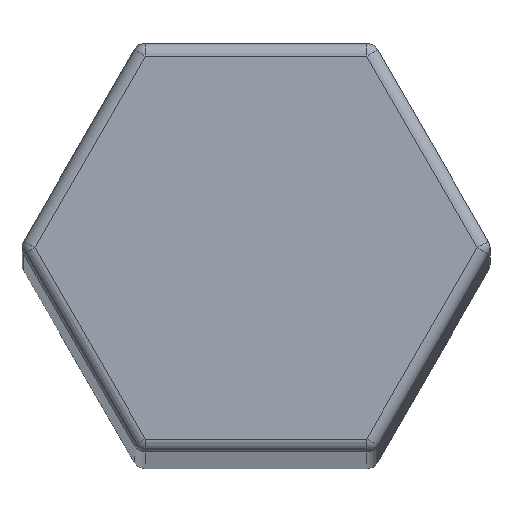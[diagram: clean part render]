
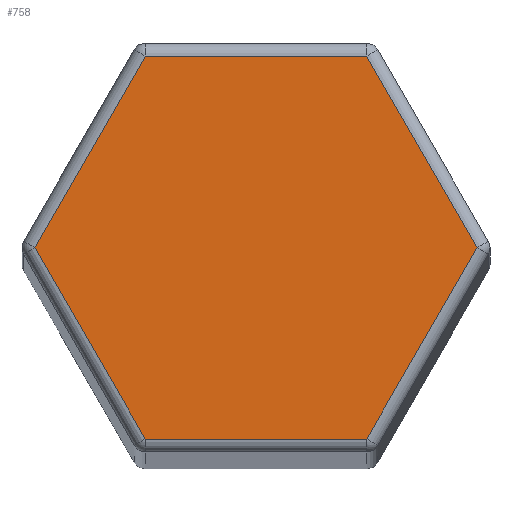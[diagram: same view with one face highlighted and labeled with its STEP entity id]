
A CAD part, top view. The second image highlights one B-rep face of the part: STEP entity #758.
In plain terms, the highlighted planar face has unit normal (0, 0, 1).
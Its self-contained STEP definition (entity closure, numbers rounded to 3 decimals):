
#7 = VERTEX_POINT ( 'NONE', #747 ) ;
#20 = CARTESIAN_POINT ( 'NONE',  ( 1.718, 2.975, 75. ) ) ;
#62 = ORIENTED_EDGE ( 'NONE', *, *, #68, .T. ) ;
#68 = EDGE_CURVE ( 'NONE', #650, #700, #606, .T. ) ;
#75 = ORIENTED_EDGE ( 'NONE', *, *, #681, .T. ) ;
#81 = CARTESIAN_POINT ( 'NONE',  ( 1.718, -2.975, 75. ) ) ;
#115 = VERTEX_POINT ( 'NONE', #540 ) ;
#166 = EDGE_CURVE ( 'NONE', #7, #804, #377, .T. ) ;
#171 = ORIENTED_EDGE ( 'NONE', *, *, #166, .T. ) ;
#213 = VECTOR ( 'NONE', #827, 1000. ) ;
#236 = CARTESIAN_POINT ( 'NONE',  ( 3.493, 0.1, 75. ) ) ;
#238 = CARTESIAN_POINT ( 'NONE',  ( 0., 0., 75. ) ) ;
#245 = LINE ( 'NONE', #909, #367 ) ;
#247 = EDGE_CURVE ( 'NONE', #704, #7, #618, .T. ) ;
#264 = CARTESIAN_POINT ( 'NONE',  ( 1.833, -2.975, 75. ) ) ;
#302 = CARTESIAN_POINT ( 'NONE',  ( -3.493, -0.1, 75. ) ) ;
#367 = VECTOR ( 'NONE', #609, 1000. ) ;
#377 = LINE ( 'NONE', #690, #213 ) ;
#385 = DIRECTION ( 'NONE',  ( 0., 0., 1. ) ) ;
#399 = VECTOR ( 'NONE', #885, 1000. ) ;
#435 = VECTOR ( 'NONE', #988, 1000. ) ;
#479 = CARTESIAN_POINT ( 'NONE',  ( -1.718, 2.975, 75. ) ) ;
#503 = LINE ( 'NONE', #264, #399 ) ;
#508 = VECTOR ( 'NONE', #612, 1000. ) ;
#540 = CARTESIAN_POINT ( 'NONE',  ( -1.718, -2.975, 75. ) ) ;
#542 = VECTOR ( 'NONE', #718, 1000. ) ;
#557 = ORIENTED_EDGE ( 'NONE', *, *, #692, .T. ) ;
#606 = LINE ( 'NONE', #302, #508 ) ;
#609 = DIRECTION ( 'NONE',  ( -1., 0., 0. ) ) ;
#612 = DIRECTION ( 'NONE',  ( -0.5, -0.866, 0. ) ) ;
#613 = FACE_OUTER_BOUND ( 'NONE', #825, .T. ) ;
#618 = LINE ( 'NONE', #236, #542 ) ;
#650 = VERTEX_POINT ( 'NONE', #479 ) ;
#681 = EDGE_CURVE ( 'NONE', #804, #650, #245, .T. ) ;
#690 = CARTESIAN_POINT ( 'NONE',  ( 1.66, 3.075, 75. ) ) ;
#692 = EDGE_CURVE ( 'NONE', #700, #115, #761, .T. ) ;
#696 = DIRECTION ( 'NONE',  ( 1., 0., 0. ) ) ;
#700 = VERTEX_POINT ( 'NONE', #786 ) ;
#703 = CARTESIAN_POINT ( 'NONE',  ( -1.66, -3.075, 75. ) ) ;
#704 = VERTEX_POINT ( 'NONE', #81 ) ;
#718 = DIRECTION ( 'NONE',  ( 0.5, 0.866, 0. ) ) ;
#747 = CARTESIAN_POINT ( 'NONE',  ( 3.435, 0., 75. ) ) ;
#758 = ADVANCED_FACE ( 'NONE', ( #613 ), #850, .T. ) ;
#761 = LINE ( 'NONE', #703, #435 ) ;
#775 = EDGE_CURVE ( 'NONE', #115, #704, #503, .T. ) ;
#786 = CARTESIAN_POINT ( 'NONE',  ( -3.435, 0., 75. ) ) ;
#804 = VERTEX_POINT ( 'NONE', #20 ) ;
#816 = ORIENTED_EDGE ( 'NONE', *, *, #247, .T. ) ;
#825 = EDGE_LOOP ( 'NONE', ( #557, #970, #816, #171, #75, #62 ) ) ;
#827 = DIRECTION ( 'NONE',  ( -0.5, 0.866, 0. ) ) ;
#850 = PLANE ( 'NONE',  #918 ) ;
#885 = DIRECTION ( 'NONE',  ( 1., 0., 0. ) ) ;
#909 = CARTESIAN_POINT ( 'NONE',  ( -1.833, 2.975, 75. ) ) ;
#918 = AXIS2_PLACEMENT_3D ( 'NONE', #238, #385, #696 ) ;
#970 = ORIENTED_EDGE ( 'NONE', *, *, #775, .T. ) ;
#988 = DIRECTION ( 'NONE',  ( 0.5, -0.866, 0. ) ) ;
